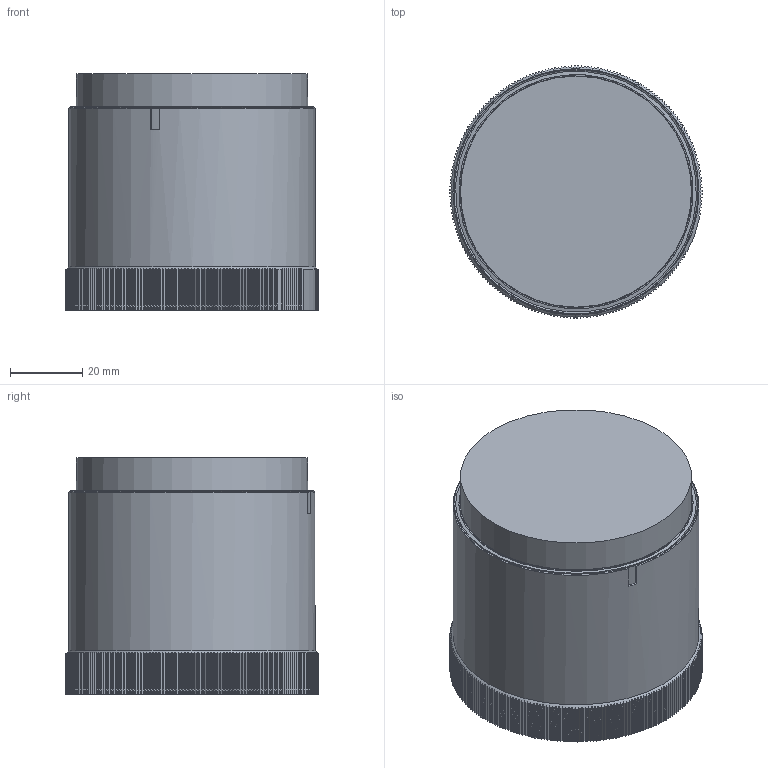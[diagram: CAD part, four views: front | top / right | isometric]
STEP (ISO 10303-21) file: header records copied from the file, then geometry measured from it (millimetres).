
FILE_DESCRIPTION(/* description */ ('Customer-3D KS70'),/* implementation_level */ '2;1');
FILE_NAME(/* name */ '100000012686_prt_000.step',/* time_stamp */ '2022-08-19T07:05:08+02:00',/* author */ ('JENNERT'),/* organization */ ('WERMA Signaltechnik GmbH+Co.KG'),/* preprocessor_version */ 'ST-DEVELOPER v17',/* originating_system */ 'Autodesk Inventor 2018',/* authorisation */ 'public');
FILE_SCHEMA (('AUTOMOTIVE_DESIGN { 1 0 10303 214 3 1 1 }'));
Length unit declared in the file: millimetre
Products named in the file (1): 100000012686_prt_000_1
Bounding box: 70 x 70 x 65.5 mm (x, y, z)
Volume: 206274.8 mm3; surface area: 25066.5 mm2
Topology: 2 solids, 2 shells, 937 faces, 3024 edges, 2094 vertices
Faces by surface type: plane 466, cylinder 463, cone 8
Full cylindrical faces by diameter (mm): 64.2 x1, 68.3 x1
Entity records: 37725 total; most frequent: CARTESIAN_POINT 13101, ORIENTED_EDGE 6048, DIRECTION 4256, EDGE_CURVE 3024, VERTEX_POINT 2094, AXIS2_PLACEMENT_3D 1432, LINE 1392, VECTOR 1392
